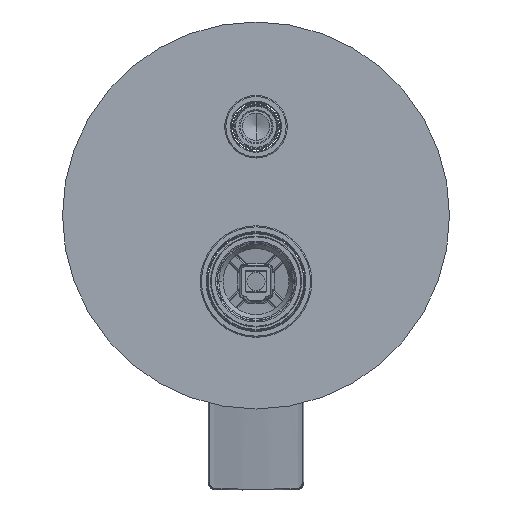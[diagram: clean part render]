
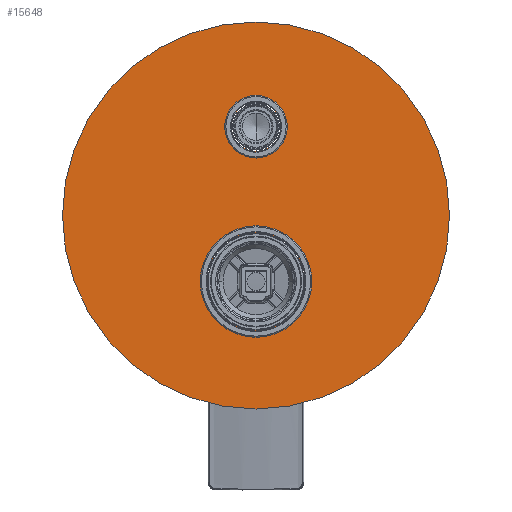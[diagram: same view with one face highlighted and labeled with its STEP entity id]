
A CAD part, front view. The second image highlights one B-rep face of the part: STEP entity #15648.
In plain terms, the highlighted face is planar.
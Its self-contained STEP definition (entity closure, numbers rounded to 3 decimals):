
#15517=CARTESIAN_POINT('',(0.,0.,0.));
#15518=DIRECTION('',(0.,0.,-1.));
#15519=DIRECTION('',(1.,0.,0.));
#15520=AXIS2_PLACEMENT_3D('',#15517,#15518,#15519);
#15522=CARTESIAN_POINT('',(0.,0.,0.));
#15523=DIRECTION('',(0.,0.,-1.));
#15524=DIRECTION('',(-1.,0.,0.));
#15525=AXIS2_PLACEMENT_3D('',#15522,#15523,#15524);
#15527=CARTESIAN_POINT('',(0.,68.,0.));
#15528=DIRECTION('',(0.,0.,-1.));
#15529=DIRECTION('',(1.,0.,0.));
#15530=AXIS2_PLACEMENT_3D('',#15527,#15528,#15529);
#15532=CARTESIAN_POINT('',(0.,68.,0.));
#15533=DIRECTION('',(0.,0.,-1.));
#15534=DIRECTION('',(-1.,0.,0.));
#15535=AXIS2_PLACEMENT_3D('',#15532,#15533,#15534);
#15537=CARTESIAN_POINT('',(0.,29.,0.));
#15538=DIRECTION('',(0.,0.,1.));
#15539=DIRECTION('',(1.,0.,0.));
#15540=AXIS2_PLACEMENT_3D('',#15537,#15538,#15539);
#15542=CARTESIAN_POINT('',(0.,29.,0.));
#15543=DIRECTION('',(0.,0.,1.));
#15544=DIRECTION('',(-1.,0.,0.));
#15545=AXIS2_PLACEMENT_3D('',#15542,#15543,#15544);
#15601=CARTESIAN_POINT('',(21.5,0.,0.));
#15602=CARTESIAN_POINT('',(-21.5,0.,0.));
#15603=VERTEX_POINT('',#15601);
#15604=VERTEX_POINT('',#15602);
#15605=CARTESIAN_POINT('',(10.75,68.,0.));
#15606=CARTESIAN_POINT('',(-10.75,68.,0.));
#15607=VERTEX_POINT('',#15605);
#15608=VERTEX_POINT('',#15606);
#15617=CARTESIAN_POINT('',(85.,29.,0.));
#15618=CARTESIAN_POINT('',(-85.,29.,0.));
#15619=VERTEX_POINT('',#15617);
#15620=VERTEX_POINT('',#15618);
#15625=CARTESIAN_POINT('',(0.,0.,0.));
#15626=DIRECTION('',(0.,0.,1.));
#15627=DIRECTION('',(1.,0.,0.));
#15628=AXIS2_PLACEMENT_3D('',#15625,#15626,#15627);
#15629=PLANE('',#15628);
#15631=ORIENTED_EDGE('',*,*,#15630,.T.);
#15633=ORIENTED_EDGE('',*,*,#15632,.T.);
#15634=EDGE_LOOP('',(#15631,#15633));
#15635=FACE_OUTER_BOUND('',#15634,.F.);
#15637=ORIENTED_EDGE('',*,*,#15636,.T.);
#15639=ORIENTED_EDGE('',*,*,#15638,.T.);
#15640=EDGE_LOOP('',(#15637,#15639));
#15641=FACE_BOUND('',#15640,.F.);
#15643=ORIENTED_EDGE('',*,*,#15642,.T.);
#15645=ORIENTED_EDGE('',*,*,#15644,.T.);
#15646=EDGE_LOOP('',(#15643,#15645));
#15647=FACE_BOUND('',#15646,.F.);
#15648=ADVANCED_FACE('',(#15635,#15641,#15647),#15629,.F.);
#15521=CIRCLE('',#15520,21.5);
#15526=CIRCLE('',#15525,21.5);
#15531=CIRCLE('',#15530,10.75);
#15536=CIRCLE('',#15535,10.75);
#15541=CIRCLE('',#15540,85.);
#15546=CIRCLE('',#15545,85.);
#15630=EDGE_CURVE('',#15619,#15620,#15541,.T.);
#15632=EDGE_CURVE('',#15620,#15619,#15546,.T.);
#15636=EDGE_CURVE('',#15607,#15608,#15531,.T.);
#15638=EDGE_CURVE('',#15608,#15607,#15536,.T.);
#15642=EDGE_CURVE('',#15603,#15604,#15521,.T.);
#15644=EDGE_CURVE('',#15604,#15603,#15526,.T.);
